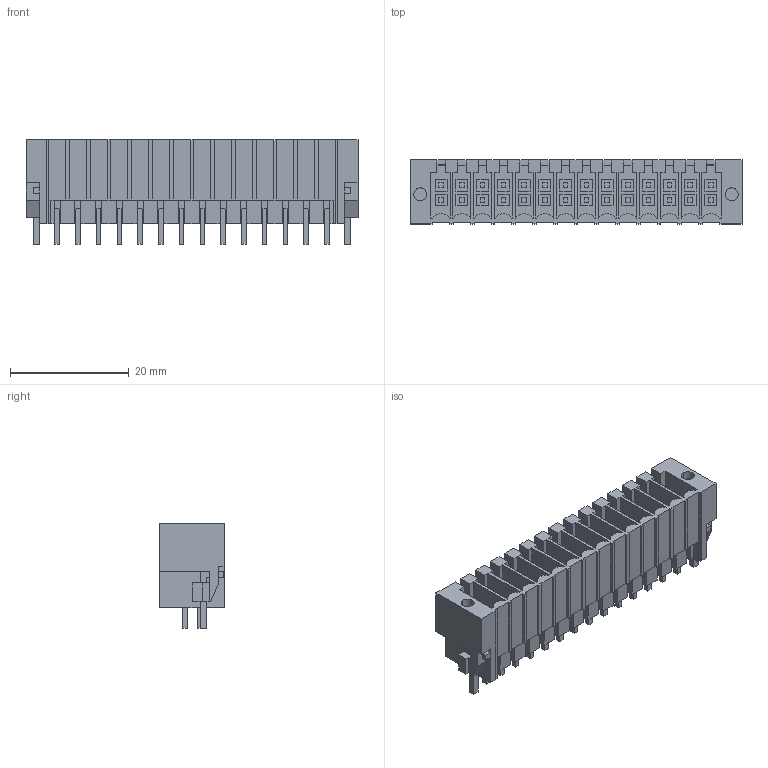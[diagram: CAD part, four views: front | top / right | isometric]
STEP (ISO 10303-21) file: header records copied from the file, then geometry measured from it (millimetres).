
FILE_DESCRIPTION(('CATIA V5 STEP Exchange','CAx-IF Rec.Pracs.--- Model Styling and Organization---1.2---2011-12-15'),'2;1');
FILE_NAME ('D1450718_0', '2018-03-29T13:21:38+00:00', ('none'), ('Weidmueller'), 'CATIA Version 5-6 Release 2014', 'CATIA V5 STEP AP214', 'none');
FILE_SCHEMA(('AUTOMOTIVE_DESIGN { 1 0 10303 214 1 1 1 1 }'));
Length unit declared in the file: millimetre
Products named in the file (1): 1290350000
Bounding box: 56 x 10.8 x 17.7 mm (x, y, z)
Volume: 4590.4 mm3; surface area: 9416.6 mm2
Topology: 31 solids, 31 shells, 1033 faces, 2995 edges, 2069 vertices
Faces by surface type: plane 1001, cylinder 32
Entity records: 30993 total; most frequent: ORIENTED_EDGE 5990, CARTESIAN_POINT 5583, DIRECTION 3963, EDGE_CURVE 2995, VECTOR 2931, LINE 2931, VERTEX_POINT 2069, EDGE_LOOP 1138
